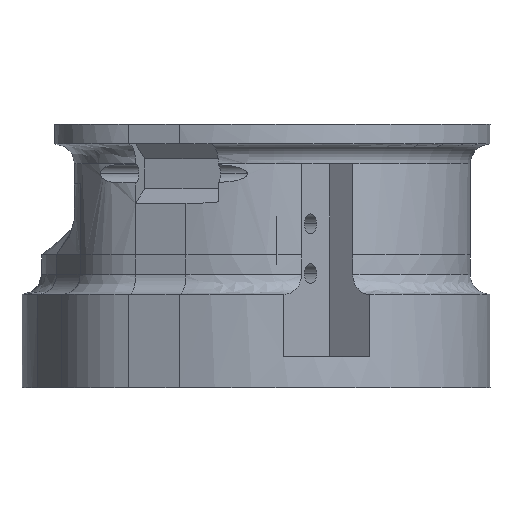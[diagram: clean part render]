
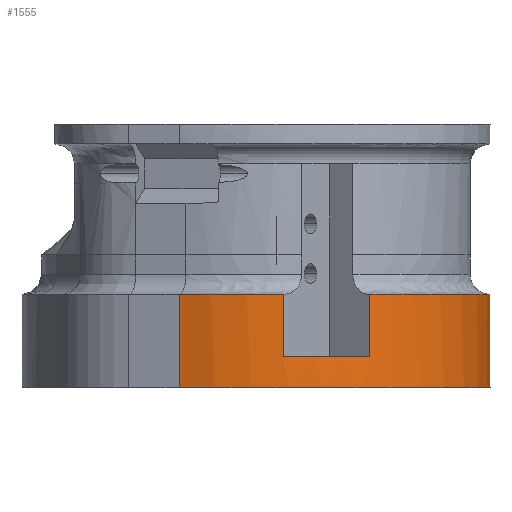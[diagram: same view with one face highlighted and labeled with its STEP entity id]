
A CAD part, front view. The second image highlights one B-rep face of the part: STEP entity #1555.
In plain terms, the highlighted cylindrical face has radius 18.516 mm (diameter 37.032 mm), a partial arc.
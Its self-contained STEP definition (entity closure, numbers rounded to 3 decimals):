
#99 = DIRECTION ( 'NONE',  ( 0., 0., 1. ) ) ;
#128 = ORIENTED_EDGE ( 'NONE', *, *, #3457, .T. ) ;
#329 = DIRECTION ( 'NONE',  ( -1., 0., 0. ) ) ;
#485 = ORIENTED_EDGE ( 'NONE', *, *, #4867, .T. ) ;
#590 = CARTESIAN_POINT ( 'NONE',  ( 20.937, -9.681, -8.906 ) ) ;
#678 = CIRCLE ( 'NONE', #869, 18.516 ) ;
#741 = CARTESIAN_POINT ( 'NONE',  ( 20.937, -3.04, -16.406 ) ) ;
#743 = CARTESIAN_POINT ( 'NONE',  ( 4.371, -21.453, -8.906 ) ) ;
#869 = AXIS2_PLACEMENT_3D ( 'NONE', #3776, #4175, #1045 ) ;
#875 = CARTESIAN_POINT ( 'NONE',  ( 20.937, -3.04, -16.406 ) ) ;
#1039 = CARTESIAN_POINT ( 'NONE',  ( 20.937, -3.04, -8.906 ) ) ;
#1045 = DIRECTION ( 'NONE',  ( 1., 0., 0. ) ) ;
#1079 = CARTESIAN_POINT ( 'NONE',  ( 11.287, -19.295, -13.906 ) ) ;
#1082 = CARTESIAN_POINT ( 'NONE',  ( -4.036, -20.394, -8.906 ) ) ;
#1096 = CARTESIAN_POINT ( 'NONE',  ( 11.287, -19.295, -8.906 ) ) ;
#1140 = EDGE_CURVE ( 'NONE', #3560, #2680, #2473, .T. ) ;
#1229 = AXIS2_PLACEMENT_3D ( 'NONE', #2296, #5933, #4603 ) ;
#1293 = VECTOR ( 'NONE', #2000, 1000. ) ;
#1327 = VERTEX_POINT ( 'NONE', #1082 ) ;
#1366 = VECTOR ( 'NONE', #2534, 1000. ) ;
#1555 = ADVANCED_FACE ( 'NONE', ( #4967 ), #4093, .T. ) ;
#1573 = VECTOR ( 'NONE', #5860, 1000. ) ;
#1772 = CIRCLE ( 'NONE', #2846, 18.516 ) ;
#1799 = CARTESIAN_POINT ( 'NONE',  ( 4.371, -21.453, -13.906 ) ) ;
#2000 = DIRECTION ( 'NONE',  ( 0., 0., 1. ) ) ;
#2190 = LINE ( 'NONE', #875, #1573 ) ;
#2242 = DIRECTION ( 'NONE',  ( 0., 0., 1. ) ) ;
#2296 = CARTESIAN_POINT ( 'NONE',  ( 2.42, -3.04, -16.406 ) ) ;
#2331 = EDGE_CURVE ( 'NONE', #4184, #3238, #4698, .T. ) ;
#2340 = EDGE_CURVE ( 'NONE', #2847, #3560, #2366, .T. ) ;
#2366 =( BOUNDED_CURVE ( )  B_SPLINE_CURVE ( 3, ( #1039, #590, #4283, #1096 ),
 .UNSPECIFIED., .F., .T. ) 
 B_SPLINE_CURVE_WITH_KNOTS ( ( 4, 4 ),
 ( 0., 0.02 ),
 .UNSPECIFIED. ) 
 CURVE ( )  GEOMETRIC_REPRESENTATION_ITEM ( )  RATIONAL_B_SPLINE_CURVE ( ( 1., 0.842, 0.771, 0.788 ) ) 
 REPRESENTATION_ITEM ( '' )  );
#2465 = LINE ( 'NONE', #4299, #1293 ) ;
#2473 = LINE ( 'NONE', #2988, #1366 ) ;
#2492 = CARTESIAN_POINT ( 'NONE',  ( 2.42, -3.04, -16.406 ) ) ;
#2534 = DIRECTION ( 'NONE',  ( 0., 0., -1. ) ) ;
#2611 = CARTESIAN_POINT ( 'NONE',  ( -4.036, -20.394, -8.906 ) ) ;
#2680 = VERTEX_POINT ( 'NONE', #1079 ) ;
#2734 = EDGE_LOOP ( 'NONE', ( #5679, #2798, #4240, #5598, #128, #4324, #4007, #485 ) ) ;
#2798 = ORIENTED_EDGE ( 'NONE', *, *, #1140, .T. ) ;
#2846 = AXIS2_PLACEMENT_3D ( 'NONE', #2492, #2242, #329 ) ;
#2847 = VERTEX_POINT ( 'NONE', #4095 ) ;
#2861 = VERTEX_POINT ( 'NONE', #5208 ) ;
#2988 = CARTESIAN_POINT ( 'NONE',  ( 11.287, -19.295, -16.406 ) ) ;
#3238 = VERTEX_POINT ( 'NONE', #4503 ) ;
#3362 = VECTOR ( 'NONE', #99, 1000. ) ;
#3388 = EDGE_CURVE ( 'NONE', #2680, #4184, #678, .T. ) ;
#3457 = EDGE_CURVE ( 'NONE', #3238, #1327, #4627, .T. ) ;
#3560 = VERTEX_POINT ( 'NONE', #4406 ) ;
#3776 = CARTESIAN_POINT ( 'NONE',  ( 2.42, -3.04, -13.906 ) ) ;
#3974 = EDGE_CURVE ( 'NONE', #2861, #1327, #2465, .T. ) ;
#4007 = ORIENTED_EDGE ( 'NONE', *, *, #4902, .T. ) ;
#4093 = CYLINDRICAL_SURFACE ( 'NONE', #1229, 18.516 ) ;
#4095 = CARTESIAN_POINT ( 'NONE',  ( 20.937, -3.04, -8.906 ) ) ;
#4175 = DIRECTION ( 'NONE',  ( 0., 0., -1. ) ) ;
#4184 = VERTEX_POINT ( 'NONE', #1799 ) ;
#4240 = ORIENTED_EDGE ( 'NONE', *, *, #3388, .T. ) ;
#4254 = CARTESIAN_POINT ( 'NONE',  ( 4.371, -21.453, -16.406 ) ) ;
#4283 = CARTESIAN_POINT ( 'NONE',  ( 17.652, -15.823, -8.906 ) ) ;
#4299 = CARTESIAN_POINT ( 'NONE',  ( -4.036, -20.394, -16.406 ) ) ;
#4324 = ORIENTED_EDGE ( 'NONE', *, *, #3974, .F. ) ;
#4406 = CARTESIAN_POINT ( 'NONE',  ( 11.287, -19.295, -8.906 ) ) ;
#4503 = CARTESIAN_POINT ( 'NONE',  ( 4.371, -21.453, -8.906 ) ) ;
#4603 = DIRECTION ( 'NONE',  ( 1., 0., 0. ) ) ;
#4627 =( BOUNDED_CURVE ( )  B_SPLINE_CURVE ( 3, ( #743, #5762, #4864, #2611 ),
 .UNSPECIFIED., .F., .T. ) 
 B_SPLINE_CURVE_WITH_KNOTS ( ( 4, 4 ),
 ( 0.027, 0.036 ),
 .UNSPECIFIED. ) 
 CURVE ( )  GEOMETRIC_REPRESENTATION_ITEM ( )  RATIONAL_B_SPLINE_CURVE ( ( 0.837, 0.873, 0.927, 1. ) ) 
 REPRESENTATION_ITEM ( '' )  );
#4698 = LINE ( 'NONE', #4254, #3362 ) ;
#4864 = CARTESIAN_POINT ( 'NONE',  ( -1.424, -21.366, -8.906 ) ) ;
#4867 = EDGE_CURVE ( 'NONE', #5735, #2847, #2190, .T. ) ;
#4902 = EDGE_CURVE ( 'NONE', #2861, #5735, #1772, .T. ) ;
#4967 = FACE_OUTER_BOUND ( 'NONE', #2734, .T. ) ;
#5208 = CARTESIAN_POINT ( 'NONE',  ( -4.036, -20.394, -16.406 ) ) ;
#5598 = ORIENTED_EDGE ( 'NONE', *, *, #2331, .T. ) ;
#5679 = ORIENTED_EDGE ( 'NONE', *, *, #2340, .T. ) ;
#5735 = VERTEX_POINT ( 'NONE', #741 ) ;
#5762 = CARTESIAN_POINT ( 'NONE',  ( 1.427, -21.765, -8.906 ) ) ;
#5860 = DIRECTION ( 'NONE',  ( 0., 0., 1. ) ) ;
#5933 = DIRECTION ( 'NONE',  ( 0., 0., 1. ) ) ;
